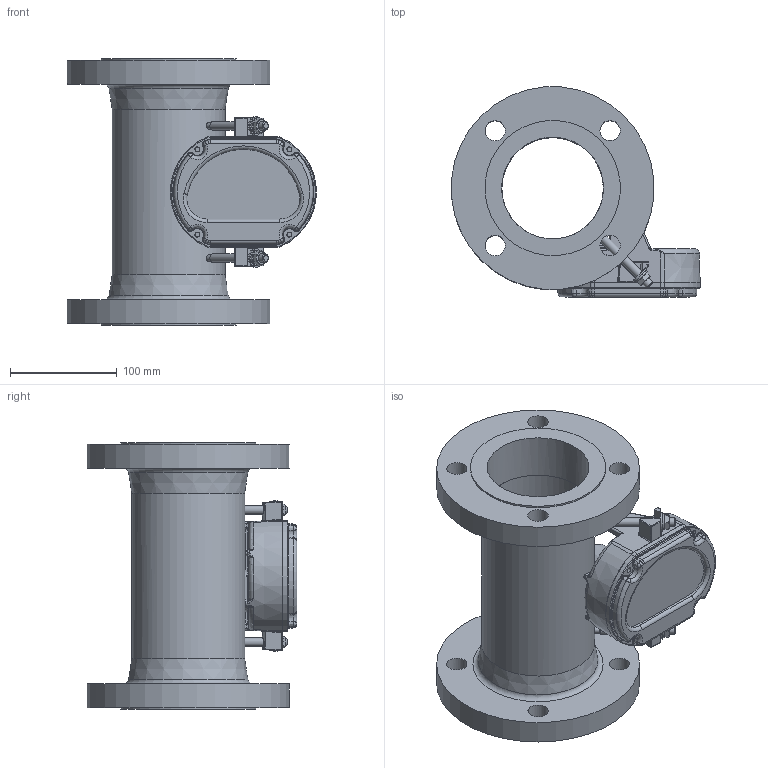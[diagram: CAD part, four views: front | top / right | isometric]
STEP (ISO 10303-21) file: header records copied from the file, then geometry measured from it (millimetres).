
FILE_DESCRIPTION(/* description */ (''),/* implementation_level */ '2;1');
FILE_NAME(/* name */ '3800G #15 3 150lbs GP HSG STEP FILE.stp',/* time_stamp */ '2015-04-14T10:38:11+02:00',/* author */ (''),/* organization */ (''),/* preprocessor_version */ 'ST-DEVELOPER v14',/* originating_system */ 'SIEMENS PLM Software NX 8.0',/* authorisation */ '');
FILE_SCHEMA (('AP203_CONFIGURATION_CONTROLLED_3D_DESIGN_OF_MECHANICAL_PARTS_AND_ASSEMBLIES_MIM_LF { 1 0 10303 403 2 1 2}'));
Length unit declared in the file: inch
Products named in the file (1): 3800G #15 3 150lbs GP HSG STEP FILE
Bounding box: 233.64 x 196.85 x 250 mm (x, y, z)
Volume: 1524407.5 mm3; surface area: 374413.6 mm2
Topology: 12 solids, 12 shells, 820 faces, 1917 edges, 1075 vertices
Faces by surface type: torus 218, cylinder 169, cone 137, plane 135, bspline 123, sphere 38
Full cylindrical faces by diameter (mm): 4.699 x4, 6 x2, 6.858 x2, 7.9 x2, 8.738 x2, 17.475 x2, 19.05 x8, 34.315 x1, 95.25 x1, 95.5 x2, 106 x1, 127 x2, 190.5 x2
Entity records: 25417 total; most frequent: CARTESIAN_POINT 7572, DIRECTION 4029, ORIENTED_EDGE 3510, AXIS2_PLACEMENT_3D 1802, EDGE_CURVE 1755, VERTEX_POINT 1046, CIRCLE 1006, EDGE_LOOP 941
